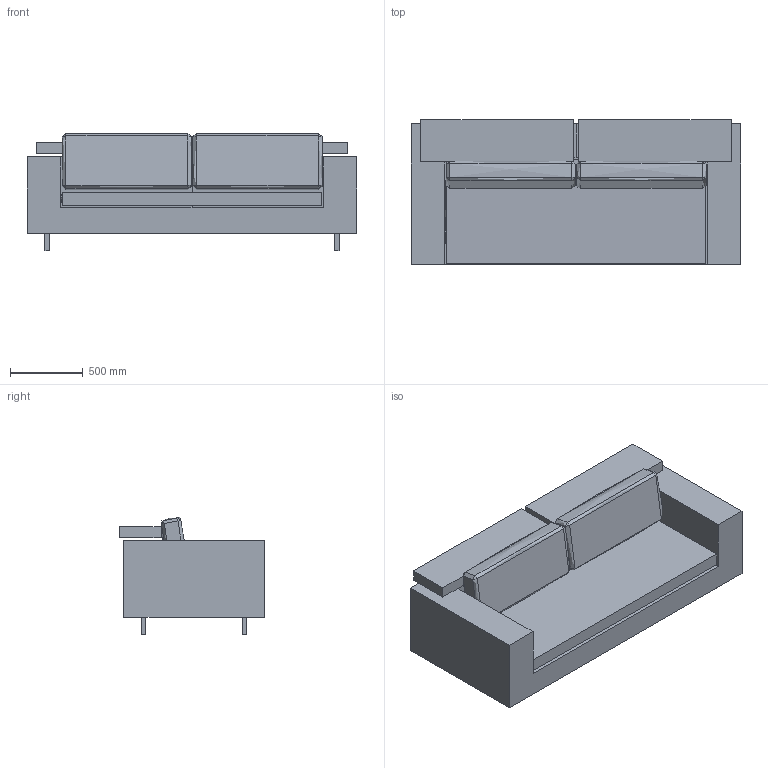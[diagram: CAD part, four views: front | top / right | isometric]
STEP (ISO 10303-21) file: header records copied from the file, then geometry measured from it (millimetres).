
FILE_DESCRIPTION(/* description */ (''),/* implementation_level */ '2;1');
FILE_NAME(/* name */ '2U8K9P~5',/* time_stamp */ '2016-07-22T15:19:05+02:00',/* author */ (''),/* organization */ (''),/* preprocessor_version */ 'ST-DEVELOPER v15',/* originating_system */ '',/* authorisation */ '');
FILE_SCHEMA (('AUTOMOTIVE_DESIGN'));
Length unit declared in the file: millimetre
Products named in the file (1): Document
Bounding box: 2260 x 994.62 x 806.74 mm (x, y, z)
Volume: 976585037.2 mm3; surface area: 16300377.4 mm2
Topology: 12 solids, 12 shells, 116 faces, 234 edges, 138 vertices
Faces by surface type: plane 60, bspline 56
Entity records: 4774 total; most frequent: CARTESIAN_POINT 3222, ORIENTED_EDGE 456, EDGE_CURVE 228, VERTEX_POINT 136, B_SPLINE_CURVE_WITH_KNOTS 122, ADVANCED_FACE 116, FACE_OUTER_BOUND 116, EDGE_LOOP 116
